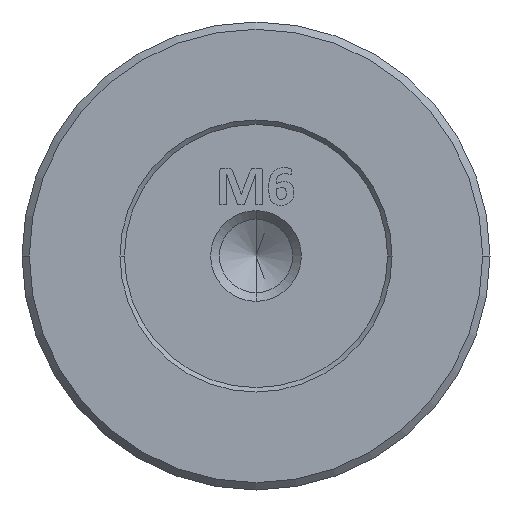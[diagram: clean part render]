
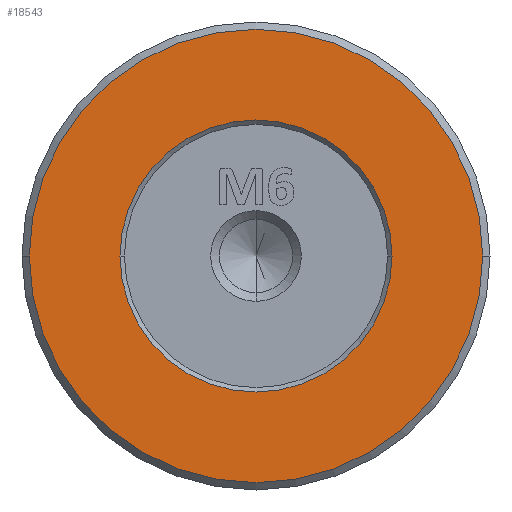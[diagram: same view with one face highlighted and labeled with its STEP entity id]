
A CAD part, left-side view. The second image highlights one B-rep face of the part: STEP entity #18543.
In plain terms, the highlighted planar face has unit normal (-1, 0, 0).
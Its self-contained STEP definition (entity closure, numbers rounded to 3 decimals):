
#536 = VERTEX_POINT ( 'NONE', #17252 ) ;
#1327 = DIRECTION ( 'NONE',  ( 0., -1., 0. ) ) ;
#2676 = EDGE_LOOP ( 'NONE', ( #11370, #19536 ) ) ;
#2997 = CARTESIAN_POINT ( 'NONE',  ( -125.504, 4.064, 6.822 ) ) ;
#3208 = CIRCLE ( 'NONE', #7053, 9.3 ) ;
#3579 = CARTESIAN_POINT ( 'NONE',  ( -125.504, -11.436, 6.822 ) ) ;
#5153 = CARTESIAN_POINT ( 'NONE',  ( -125.504, 19.564, 6.822 ) ) ;
#6462 = AXIS2_PLACEMENT_3D ( 'NONE', #20829, #11261, #20537 ) ;
#6732 = AXIS2_PLACEMENT_3D ( 'NONE', #9481, #25578, #18193 ) ;
#7053 = AXIS2_PLACEMENT_3D ( 'NONE', #9670, #18952, #7847 ) ;
#7368 = FACE_OUTER_BOUND ( 'NONE', #2676, .T. ) ;
#7683 = CIRCLE ( 'NONE', #6732, 15.5 ) ;
#7847 = DIRECTION ( 'NONE',  ( 0., -1., 0. ) ) ;
#8115 = ORIENTED_EDGE ( 'NONE', *, *, #18688, .T. ) ;
#9481 = CARTESIAN_POINT ( 'NONE',  ( -125.504, 4.064, 6.822 ) ) ;
#9670 = CARTESIAN_POINT ( 'NONE',  ( -125.504, 4.064, 6.822 ) ) ;
#10969 = EDGE_LOOP ( 'NONE', ( #8115, #13718 ) ) ;
#11050 = VERTEX_POINT ( 'NONE', #3579 ) ;
#11261 = DIRECTION ( 'NONE',  ( -1., 0., 0. ) ) ;
#11370 = ORIENTED_EDGE ( 'NONE', *, *, #23147, .T. ) ;
#12877 = AXIS2_PLACEMENT_3D ( 'NONE', #17407, #17562, #1327 ) ;
#13718 = ORIENTED_EDGE ( 'NONE', *, *, #16810, .T. ) ;
#16640 = DIRECTION ( 'NONE',  ( 0., 1., 0. ) ) ;
#16717 = VERTEX_POINT ( 'NONE', #5153 ) ;
#16810 = EDGE_CURVE ( 'NONE', #536, #19020, #3208, .T. ) ;
#17252 = CARTESIAN_POINT ( 'NONE',  ( -125.504, 13.364, 6.822 ) ) ;
#17407 = CARTESIAN_POINT ( 'NONE',  ( -125.504, 4.064, 6.822 ) ) ;
#17562 = DIRECTION ( 'NONE',  ( 1., 0., 0. ) ) ;
#18193 = DIRECTION ( 'NONE',  ( 0., -1., 0. ) ) ;
#18543 = ADVANCED_FACE ( 'NONE', ( #28626, #7368 ), #26198, .T. ) ;
#18688 = EDGE_CURVE ( 'NONE', #19020, #536, #25959, .T. ) ;
#18952 = DIRECTION ( 'NONE',  ( 1., 0., 0. ) ) ;
#19020 = VERTEX_POINT ( 'NONE', #23592 ) ;
#19536 = ORIENTED_EDGE ( 'NONE', *, *, #25522, .T. ) ;
#19552 = CIRCLE ( 'NONE', #6462, 15.5 ) ;
#20537 = DIRECTION ( 'NONE',  ( 0., -1., 0. ) ) ;
#20829 = CARTESIAN_POINT ( 'NONE',  ( -125.504, 4.064, 6.822 ) ) ;
#22092 = AXIS2_PLACEMENT_3D ( 'NONE', #2997, #23936, #16640 ) ;
#23147 = EDGE_CURVE ( 'NONE', #16717, #11050, #19552, .T. ) ;
#23592 = CARTESIAN_POINT ( 'NONE',  ( -125.504, -5.236, 6.822 ) ) ;
#23936 = DIRECTION ( 'NONE',  ( -1., 0., 0. ) ) ;
#25522 = EDGE_CURVE ( 'NONE', #11050, #16717, #7683, .T. ) ;
#25578 = DIRECTION ( 'NONE',  ( -1., 0., 0. ) ) ;
#25959 = CIRCLE ( 'NONE', #12877, 9.3 ) ;
#26198 = PLANE ( 'NONE',  #22092 ) ;
#28626 = FACE_BOUND ( 'NONE', #10969, .T. ) ;
